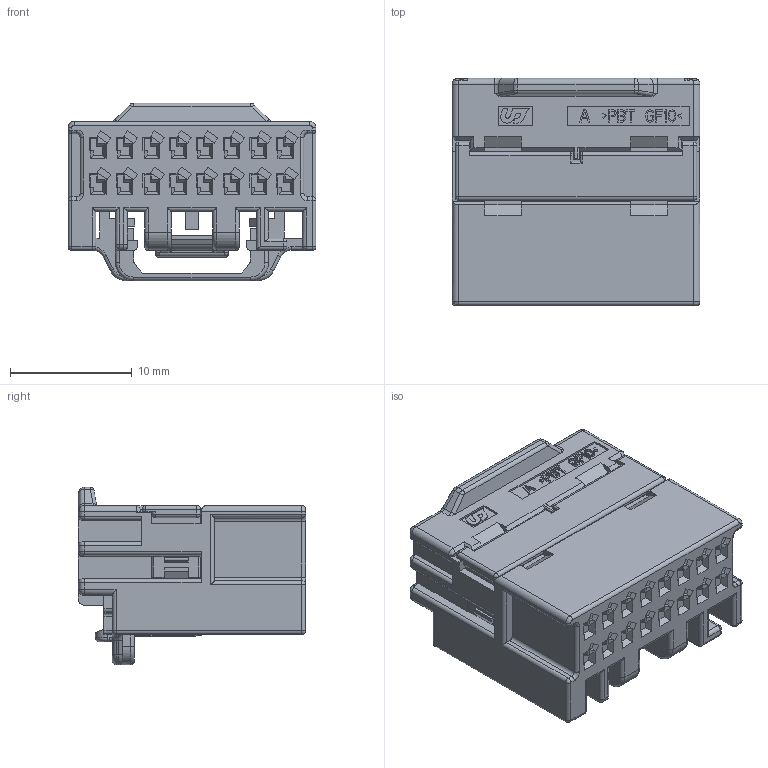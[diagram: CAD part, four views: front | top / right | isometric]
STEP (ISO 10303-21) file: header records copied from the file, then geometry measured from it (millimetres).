
FILE_DESCRIPTION((''),'2;1');
FILE_NAME('025_16F_HSG-B','2023-01-04T15:17:48',('jhryu'),(''),'CREO PARAMETRIC BY PTC INC, 2017380','CREO PARAMETRIC BY PTC INC, 2017380','');
FILE_SCHEMA(('CONFIG_CONTROL_DESIGN'));
Length unit declared in the file: millimetre
Products named in the file (1): 025_16F_HSG-B
Bounding box: 20.4 x 18.7 x 14.6 mm (x, y, z)
Volume: 3066.1 mm3; surface area: 2632.5 mm2
Topology: 1 solids, 1 shells, 1554 faces, 4256 edges, 2752 vertices
Faces by surface type: plane 1256, cylinder 222, sphere 30, torus 28, bspline 16, cone 2
Entity records: 49008 total; most frequent: CARTESIAN_POINT 9600, ORIENTED_EDGE 8512, DIRECTION 7607, EDGE_CURVE 4256, VECTOR 3671, LINE 3671, VERTEX_POINT 2752, AXIS2_PLACEMENT_3D 1968
